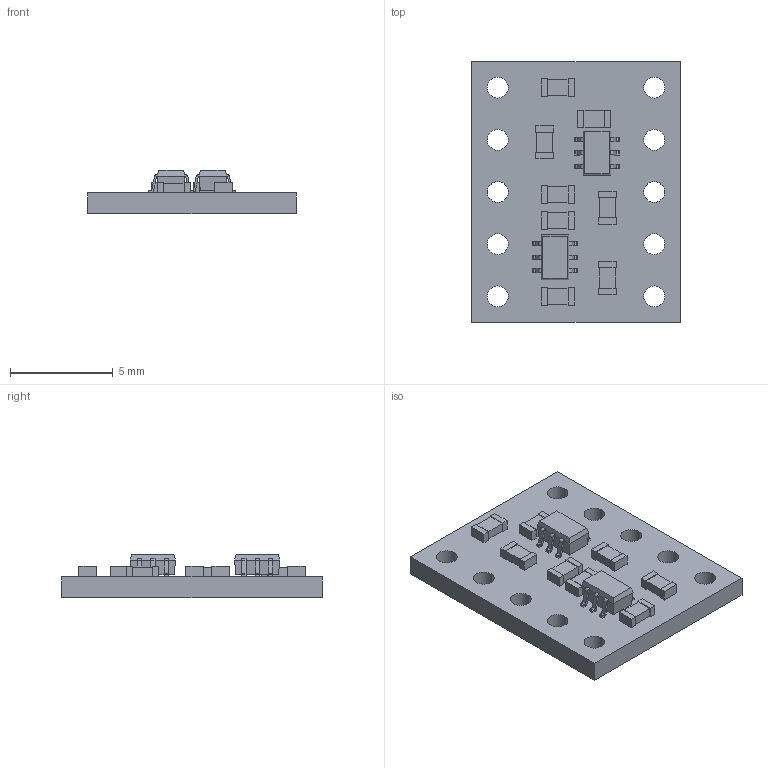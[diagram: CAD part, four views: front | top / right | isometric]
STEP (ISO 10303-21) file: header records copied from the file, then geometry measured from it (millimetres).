
FILE_DESCRIPTION (( 'STEP AP214' ), '1' );
FILE_NAME ('ls01a01_logo.STEP', '2018-10-15T21:43:40', ( '' ), ( '' ), 'SwSTEP 2.0', 'SolidWorks 2016', '' );
FILE_SCHEMA (( 'AUTOMOTIVE_DESIGN' ));
Length unit declared in the file: millimetre
Products named in the file (1): ls01a01_logo
Bounding box: 10.16 x 12.7 x 2.12 mm (x, y, z)
Volume: 133.6 mm3; surface area: 385 mm2
Topology: 1 solids, 1 shells, 452 faces, 1267 edges, 842 vertices
Faces by surface type: plane 304, bspline 92, cylinder 56
Entity records: 19546 total; most frequent: CARTESIAN_POINT 6474, ORIENTED_EDGE 2534, DIRECTION 1917, EDGE_CURVE 1267, LINE 971, VECTOR 971, VERTEX_POINT 842, EDGE_LOOP 533
